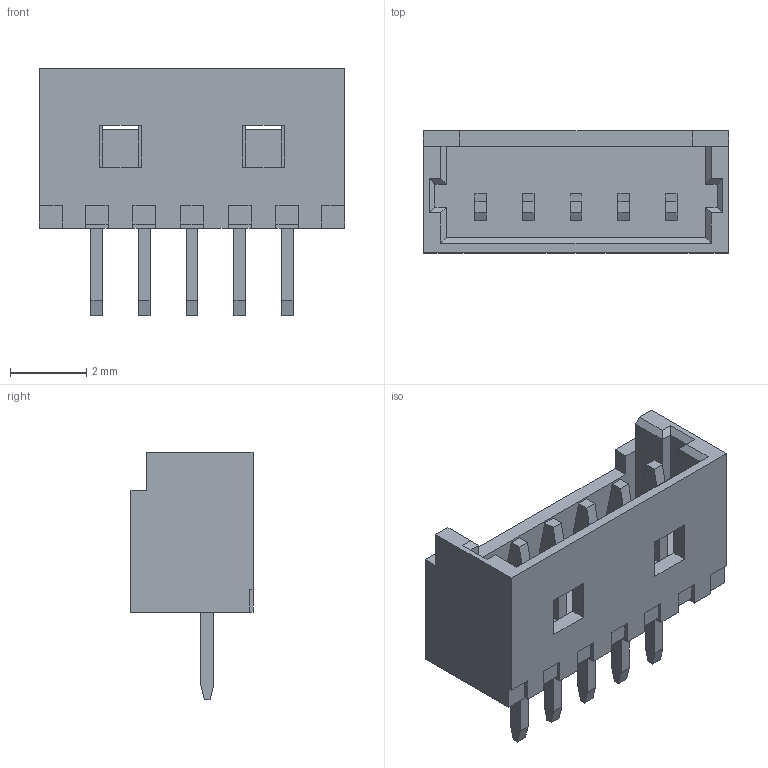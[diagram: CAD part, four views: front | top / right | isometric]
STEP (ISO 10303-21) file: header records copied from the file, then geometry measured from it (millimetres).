
FILE_DESCRIPTION(/* description */ ('Unknown'),/* implementation_level */ '2;1');
FILE_NAME(/* name */ 'J_Wurth_WR-WTB_653005114822',/* time_stamp */ '2025-05-29T15:10:27+08:00',/* author */ ('Unknown'),/* organization */ ('Unknown'),/* preprocessor_version */ 'ST-DEVELOPER v19.4',/* originating_system */ 'Solid Edge',/* authorisation */ 'Unknown');
FILE_SCHEMA (('AUTOMOTIVE_DESIGN {1 0 10303 214 3 1 1}'));
Length unit declared in the file: millimetre
Products named in the file (2): J_Wurth_WR-WTB_653005114822
Assembly tree (1 placements, depth 2):
  J_Wurth_WR-WTB_653005114822
    J_Wurth_WR-WTB_653005114822
Bounding box: 8 x 3.2 x 6.5 mm (x, y, z)
Volume: 53.1 mm3; surface area: 229.5 mm2
Topology: 1 solids, 1 shells, 181 faces, 515 edges, 336 vertices
Faces by surface type: plane 181
Entity records: 7071 total; most frequent: CARTESIAN_POINT 1034, ORIENTED_EDGE 1030, DIRECTION 881, EDGE_CURVE 515, LINE 515, VECTOR 515, VERTEX_POINT 336, EDGE_LOOP 195
